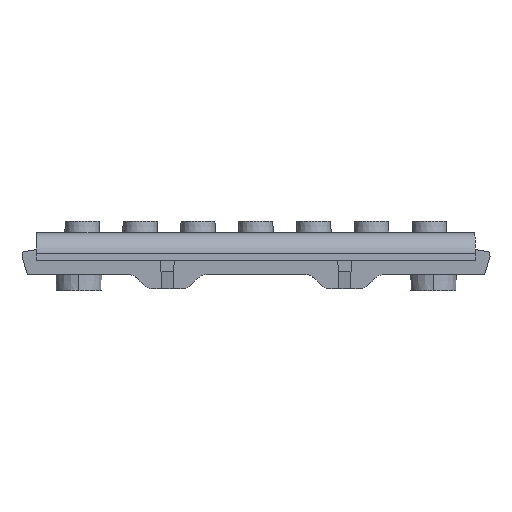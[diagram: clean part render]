
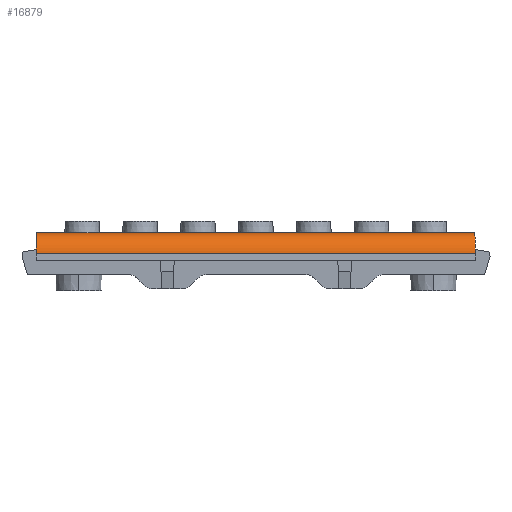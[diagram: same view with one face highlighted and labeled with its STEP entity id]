
A CAD part, front view. The second image highlights one B-rep face of the part: STEP entity #16879.
In plain terms, the highlighted cylindrical face has radius 3 mm (diameter 6 mm), a partial arc.
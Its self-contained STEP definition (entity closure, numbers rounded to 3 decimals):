
#2518=CARTESIAN_POINT('',(30.252,-55.617,3.8));
#2519=CARTESIAN_POINT('',(30.252,-56.1,3.8));
#2520=CARTESIAN_POINT('',(30.259,-56.868,3.595));
#2521=CARTESIAN_POINT('',(30.28,-57.743,3.001));
#2522=CARTESIAN_POINT('',(30.31,-58.367,2.147));
#2523=CARTESIAN_POINT('',(30.336,-58.599,1.387));
#2524=CARTESIAN_POINT('',(30.353,-58.615,
0.905));
#2738=CARTESIAN_POINT('',(-30.361,-58.615,
0.905));
#2739=CARTESIAN_POINT('',(-30.349,-58.599,
1.387));
#2740=CARTESIAN_POINT('',(-30.329,-58.367,
2.148));
#2741=CARTESIAN_POINT('',(-30.306,-57.743,
3.001));
#2742=CARTESIAN_POINT('',(-30.291,-56.868,
3.595));
#2743=CARTESIAN_POINT('',(-30.285,-56.1,3.8));
#2744=CARTESIAN_POINT('',(-30.285,-55.617,3.8));
#2770=DIRECTION('',(1.,0.,0.));
#2771=VECTOR('',#2770,60.538);
#2772=CARTESIAN_POINT('',(-30.285,-55.617,3.8));
#2773=LINE('',#2772,#2771);
#4734=DIRECTION('',(1.,0.,0.));
#4735=VECTOR('',#4734,60.715);
#4736=CARTESIAN_POINT('',(-30.361,-58.615,
0.905));
#4737=LINE('',#4736,#4735);
#8943=CARTESIAN_POINT('',(-30.285,-55.617,3.8));
#8945=VERTEX_POINT('',#8943);
#8946=VERTEX_POINT('',#2738);
#8961=CARTESIAN_POINT('',(30.252,-55.617,3.8));
#8963=VERTEX_POINT('',#8961);
#8965=VERTEX_POINT('',#2524);
#16867=CARTESIAN_POINT('',(-109.604,-55.617,0.8));
#16868=DIRECTION('',(1.,0.,0.));
#16869=DIRECTION('',(0.,0.,1.));
#16870=AXIS2_PLACEMENT_3D('',#16867,#16868,#16869);
#16871=CYLINDRICAL_SURFACE('',#16870,3.);
#16872=ORIENTED_EDGE('',*,*,#14735,.T.);
#16874=ORIENTED_EDGE('',*,*,#16873,.F.);
#16875=ORIENTED_EDGE('',*,*,#15055,.T.);
#16876=ORIENTED_EDGE('',*,*,#15098,.T.);
#16877=EDGE_LOOP('',(#16872,#16874,#16875,#16876));
#16878=FACE_OUTER_BOUND('',#16877,.F.);
#16879=ADVANCED_FACE('',(#16878),#16871,.T.);
#2525=B_SPLINE_CURVE_WITH_KNOTS('',3,(#2518,#2519,#2520,#2521,#2522,#2523,
#2524),.UNSPECIFIED.,.F.,.F.,(4,1,1,1,4),(0.,0.25,0.5,0.75,1.),
.UNSPECIFIED.);
#2745=B_SPLINE_CURVE_WITH_KNOTS('',3,(#2738,#2739,#2740,#2741,#2742,#2743,
#2744),.UNSPECIFIED.,.F.,.F.,(4,1,1,1,4),(0.,0.25,0.5,0.75,1.),
.UNSPECIFIED.);
#14735=EDGE_CURVE('',#8963,#8965,#2525,.T.);
#15055=EDGE_CURVE('',#8946,#8945,#2745,.T.);
#15098=EDGE_CURVE('',#8945,#8963,#2773,.T.);
#16873=EDGE_CURVE('',#8946,#8965,#4737,.T.);
